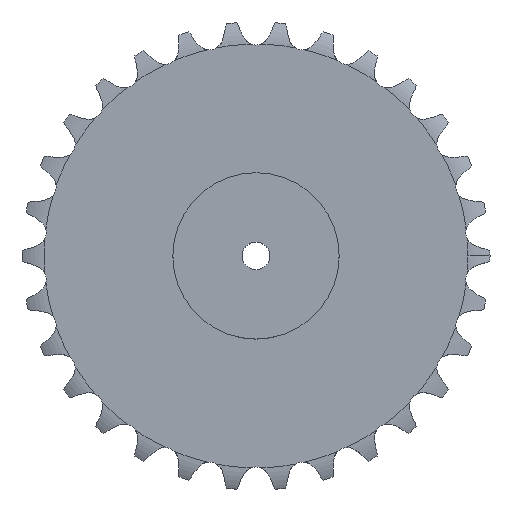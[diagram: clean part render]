
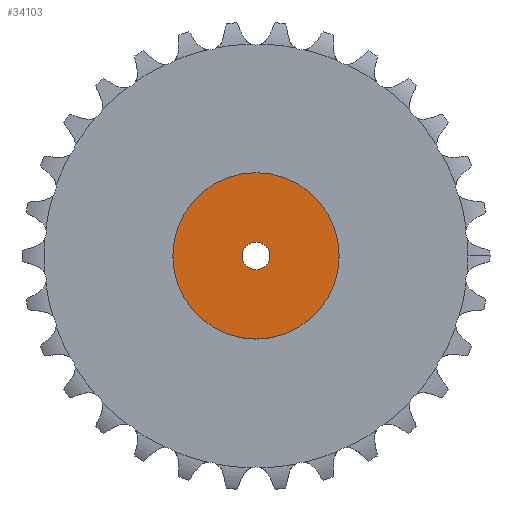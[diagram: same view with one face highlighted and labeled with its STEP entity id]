
A CAD part, top view. The second image highlights one B-rep face of the part: STEP entity #34103.
In plain terms, the highlighted planar face has unit normal (0, 0, 1).
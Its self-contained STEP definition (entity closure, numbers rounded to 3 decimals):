
#3960 = CYLINDRICAL_SURFACE('',#3961,90.);
#3961 = AXIS2_PLACEMENT_3D('',#3962,#3963,#3964);
#3962 = CARTESIAN_POINT('',(0.,0.,0.));
#3963 = DIRECTION('',(-0.,-0.,-1.));
#3964 = DIRECTION('',(1.,0.,0.));
#21880 = VERTEX_POINT('',#21881);
#21881 = CARTESIAN_POINT('',(90.,0.,90.));
#21902 = EDGE_CURVE('',#21880,#21880,#21903,.T.);
#21903 = SURFACE_CURVE('',#21904,(#21909,#21916),.PCURVE_S1.);
#21904 = CIRCLE('',#21905,90.);
#21905 = AXIS2_PLACEMENT_3D('',#21906,#21907,#21908);
#21906 = CARTESIAN_POINT('',(0.,0.,90.));
#21907 = DIRECTION('',(0.,0.,1.));
#21908 = DIRECTION('',(1.,0.,0.));
#21909 = PCURVE('',#3960,#21910);
#21910 = DEFINITIONAL_REPRESENTATION('',(#21911),#21915);
#21911 = LINE('',#21912,#21913);
#21912 = CARTESIAN_POINT('',(-0.,-90.));
#21913 = VECTOR('',#21914,1.);
#21914 = DIRECTION('',(-1.,0.));
#21915 = ( GEOMETRIC_REPRESENTATION_CONTEXT(2) 
PARAMETRIC_REPRESENTATION_CONTEXT() REPRESENTATION_CONTEXT('2D SPACE',''
  ) );
#21916 = PCURVE('',#21917,#21922);
#21917 = PLANE('',#21918);
#21918 = AXIS2_PLACEMENT_3D('',#21919,#21920,#21921);
#21919 = CARTESIAN_POINT('',(0.,0.,90.)
  );
#21920 = DIRECTION('',(0.,0.,1.));
#21921 = DIRECTION('',(1.,0.,0.));
#21922 = DEFINITIONAL_REPRESENTATION('',(#21923),#21927);
#21923 = CIRCLE('',#21924,90.);
#21924 = AXIS2_PLACEMENT_2D('',#21925,#21926);
#21925 = CARTESIAN_POINT('',(0.,0.));
#21926 = DIRECTION('',(1.,0.));
#21927 = ( GEOMETRIC_REPRESENTATION_CONTEXT(2) 
PARAMETRIC_REPRESENTATION_CONTEXT() REPRESENTATION_CONTEXT('2D SPACE',''
  ) );
#29164 = CYLINDRICAL_SURFACE('',#29165,15.);
#29165 = AXIS2_PLACEMENT_3D('',#29166,#29167,#29168);
#29166 = CARTESIAN_POINT('',(0.,0.,765.763));
#29167 = DIRECTION('',(0.,0.,1.));
#29168 = DIRECTION('',(1.,0.,0.));
#34103 = ADVANCED_FACE('',(#34104,#34107),#21917,.T.);
#34104 = FACE_BOUND('',#34105,.T.);
#34105 = EDGE_LOOP('',(#34106));
#34106 = ORIENTED_EDGE('',*,*,#21902,.T.);
#34107 = FACE_BOUND('',#34108,.T.);
#34108 = EDGE_LOOP('',(#34109));
#34109 = ORIENTED_EDGE('',*,*,#34110,.F.);
#34110 = EDGE_CURVE('',#34111,#34111,#34113,.T.);
#34111 = VERTEX_POINT('',#34112);
#34112 = CARTESIAN_POINT('',(15.,0.,90.));
#34113 = SURFACE_CURVE('',#34114,(#34119,#34126),.PCURVE_S1.);
#34114 = CIRCLE('',#34115,15.);
#34115 = AXIS2_PLACEMENT_3D('',#34116,#34117,#34118);
#34116 = CARTESIAN_POINT('',(0.,0.,90.));
#34117 = DIRECTION('',(0.,0.,1.));
#34118 = DIRECTION('',(1.,0.,0.));
#34119 = PCURVE('',#21917,#34120);
#34120 = DEFINITIONAL_REPRESENTATION('',(#34121),#34125);
#34121 = CIRCLE('',#34122,15.);
#34122 = AXIS2_PLACEMENT_2D('',#34123,#34124);
#34123 = CARTESIAN_POINT('',(0.,0.));
#34124 = DIRECTION('',(1.,0.));
#34125 = ( GEOMETRIC_REPRESENTATION_CONTEXT(2) 
PARAMETRIC_REPRESENTATION_CONTEXT() REPRESENTATION_CONTEXT('2D SPACE',''
  ) );
#34126 = PCURVE('',#29164,#34127);
#34127 = DEFINITIONAL_REPRESENTATION('',(#34128),#34132);
#34128 = LINE('',#34129,#34130);
#34129 = CARTESIAN_POINT('',(0.,-675.763));
#34130 = VECTOR('',#34131,1.);
#34131 = DIRECTION('',(1.,0.));
#34132 = ( GEOMETRIC_REPRESENTATION_CONTEXT(2) 
PARAMETRIC_REPRESENTATION_CONTEXT() REPRESENTATION_CONTEXT('2D SPACE',''
  ) );
